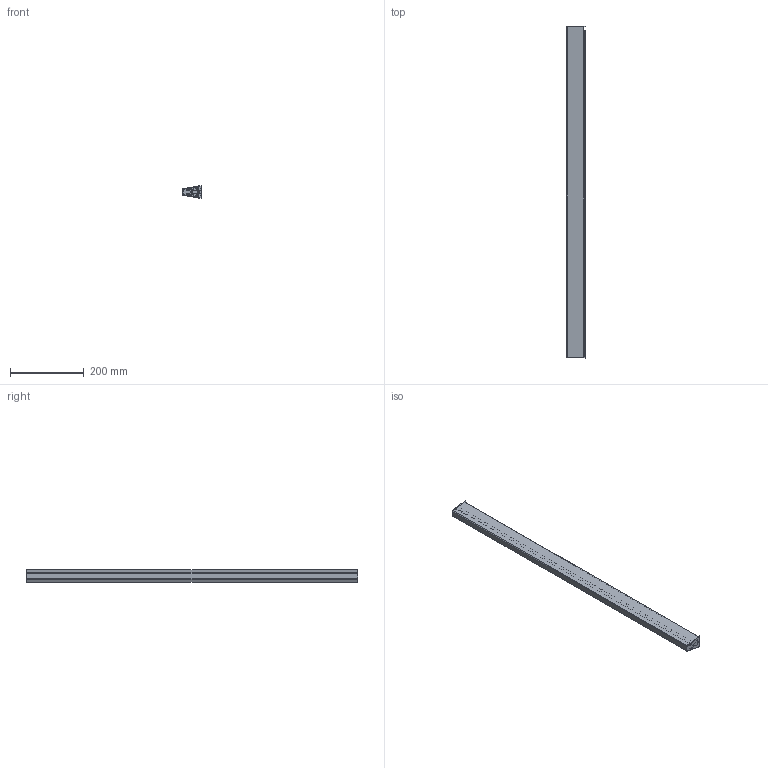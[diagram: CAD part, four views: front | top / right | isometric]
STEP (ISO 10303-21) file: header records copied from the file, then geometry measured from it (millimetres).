
FILE_DESCRIPTION(('STEP AP214'),'1');
FILE_NAME('8041214 transFORM Profil Set 900.STP','2023-11-23T10:40:12',(' '),(' '),'Spatial InterOp 3D',' ',' ');
FILE_SCHEMA(('AUTOMOTIVE_DESIGN { 1 0 10303 214 1 1 1 1 }'));
Length unit declared in the file: millimetre
Products named in the file (1): 3D-Objekt
Bounding box: 50.43 x 900 x 34.71 mm (x, y, z)
Volume: 506666.9 mm3; surface area: 468810.3 mm2
Topology: 1 solids, 1 shells, 319 faces, 939 edges, 620 vertices
Faces by surface type: cylinder 170, plane 141, cone 8
Entity records: 10779 total; most frequent: DIRECTION 1947, CARTESIAN_POINT 1879, ORIENTED_EDGE 1878, EDGE_CURVE 939, AXIS2_PLACEMENT_3D 688, VERTEX_POINT 620, LINE 571, VECTOR 571
